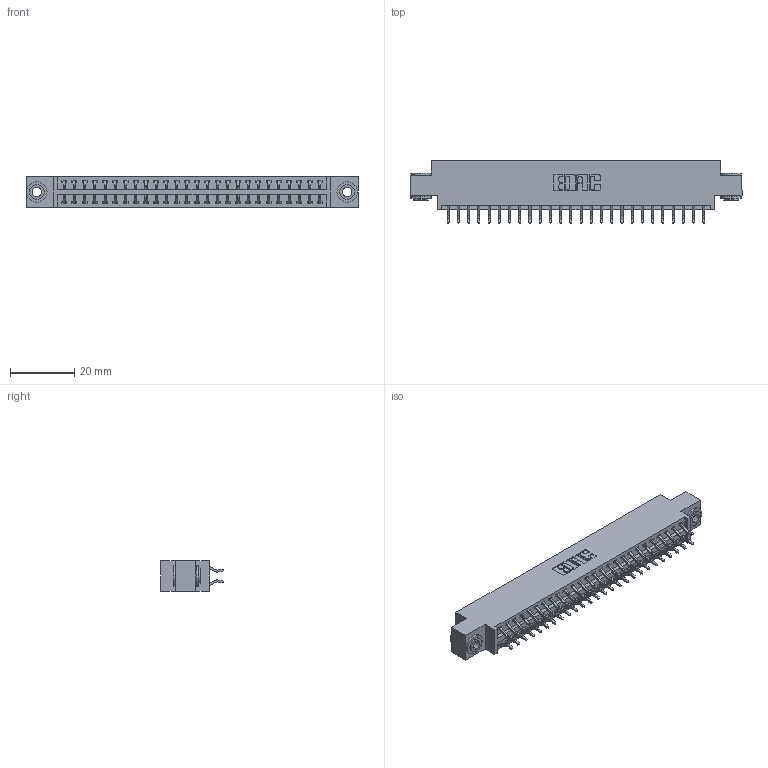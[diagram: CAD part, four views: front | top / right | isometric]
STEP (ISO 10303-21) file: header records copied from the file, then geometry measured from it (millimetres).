
FILE_DESCRIPTION (( 'STEP AP203' ), '1' );
FILE_NAME ('396-052-556-803.STEP', '2019-11-02T07:46:09', ( '' ), ( '' ), 'SwSTEP 2.0', 'SolidWorks 2016', '' );
FILE_SCHEMA (( 'CONFIG_CONTROL_DESIGN' ));
Length unit declared in the file: inch
Products named in the file (4): 346 Part_0.170 Offset - 0.156 Dia-TH; 345-292-001_556 Tail; 345-250-002_345-250-002-102; 396-052-556-803
Assembly tree (55 placements, depth 2):
  396-052-556-803
    346 Part_0.170 Offset - 0.156 Dia-TH
    345-292-001_556 Tail  x52
    345-250-002_345-250-002-102  x2
Bounding box: 103.12 x 19.57 x 9.4 mm (x, y, z)
Volume: 9794.3 mm3; surface area: 13557 mm2
Topology: 55 solids, 55 shells, 3180 faces, 9413 edges, 6202 vertices
Faces by surface type: plane 2118, cylinder 1054, cone 8
Entity records: 20124 total; most frequent: CARTESIAN_POINT 3331, ORIENTED_EDGE 3246, DIRECTION 3005, EDGE_CURVE 1623, VECTOR 1355, LINE 1355, VERTEX_POINT 1078, AXIS2_PLACEMENT_3D 825
